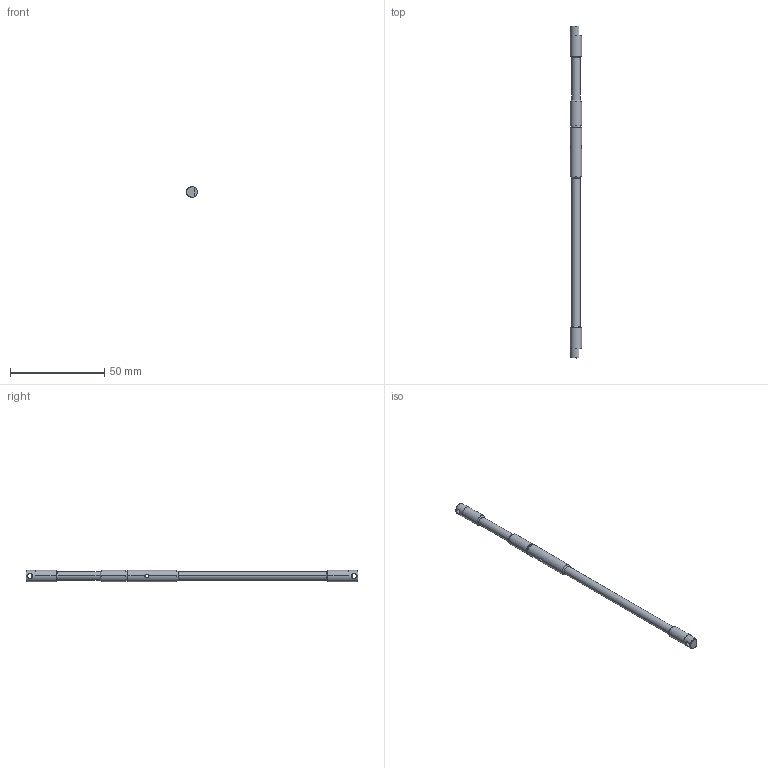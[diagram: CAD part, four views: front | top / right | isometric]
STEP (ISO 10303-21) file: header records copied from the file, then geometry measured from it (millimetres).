
FILE_DESCRIPTION((''),'2;1');
FILE_NAME('02110_ARBRE_AVANT_V2','2017-05-02T',('franc'),(''),'PRO/ENGINEER BY PARAMETRIC TECHNOLOGY CORPORATION, 2011490','PRO/ENGINEER BY PARAMETRIC TECHNOLOGY CORPORATION, 2011490','');
FILE_SCHEMA(('CONFIG_CONTROL_DESIGN'));
Length unit declared in the file: millimetre
Products named in the file (1): 02110_ARBRE_AVANT_V2
Bounding box: 6 x 176 x 6 mm (x, y, z)
Volume: 3579 mm3; surface area: 2990.8 mm2
Topology: 1 solids, 1 shells, 42 faces, 96 edges, 56 vertices
Faces by surface type: cylinder 20, cone 10, plane 8, bspline 4
Entity records: 1544 total; most frequent: CARTESIAN_POINT 566, DIRECTION 194, ORIENTED_EDGE 192, EDGE_CURVE 96, AXIS2_PLACEMENT_3D 76, VERTEX_POINT 56, EDGE_LOOP 48, VECTOR 42
